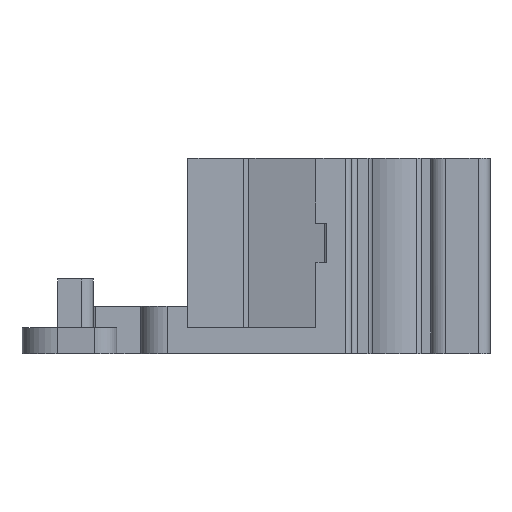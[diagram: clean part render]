
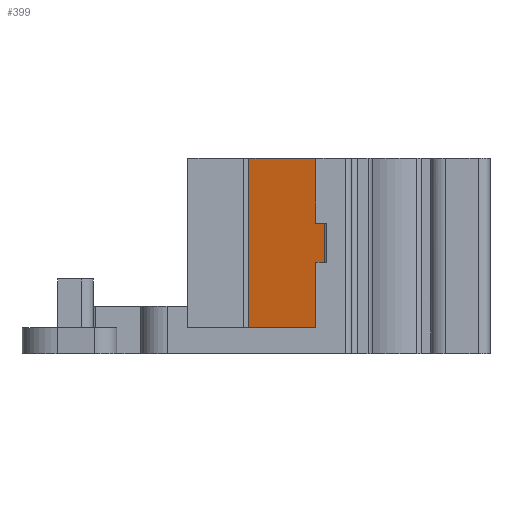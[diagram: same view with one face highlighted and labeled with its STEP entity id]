
A CAD part, left-side view. The second image highlights one B-rep face of the part: STEP entity #399.
In plain terms, the highlighted planar face has unit normal (-0.973, 0.232, 0).
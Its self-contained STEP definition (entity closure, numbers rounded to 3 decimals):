
#399 = ADVANCED_FACE( '', ( #1149 ), #1150, .T. );
#1149 = FACE_OUTER_BOUND( '', #2200, .T. );
#1150 = PLANE( '', #2201 );
#2200 = EDGE_LOOP( '', ( #3685, #3686, #3687, #3688 ) );
#2201 = AXIS2_PLACEMENT_3D( '', #3689, #3690, #3691 );
#3685 = ORIENTED_EDGE( '', *, *, #5790, .T. );
#3686 = ORIENTED_EDGE( '', *, *, #5791, .T. );
#3687 = ORIENTED_EDGE( '', *, *, #5792, .T. );
#3688 = ORIENTED_EDGE( '', *, *, #5793, .T. );
#3689 = CARTESIAN_POINT( '', ( 3946.915, 3272.761, 0.1 ) );
#3690 = DIRECTION( '', ( -0.973, 0.232, 0. ) );
#3691 = DIRECTION( '', ( 0.232, 0.973, 0. ) );
#5790 = EDGE_CURVE( '', #6866, #6867, #6868, .F. );
#5791 = EDGE_CURVE( '', #6867, #6869, #6870, .T. );
#5792 = EDGE_CURVE( '', #6869, #6871, #6872, .T. );
#5793 = EDGE_CURVE( '', #6871, #6866, #6873, .F. );
#6866 = VERTEX_POINT( '', #8370 );
#6867 = VERTEX_POINT( '', #8371 );
#6868 = LINE( '', #8372, #8373 );
#6869 = VERTEX_POINT( '', #8374 );
#6870 = LINE( '', #8375, #8376 );
#6871 = VERTEX_POINT( '', #8377 );
#6872 = LINE( '', #8378, #8379 );
#6873 = LINE( '', #8380, #8381 );
#8370 = CARTESIAN_POINT( '', ( 3946.939, 3272.858, -14.3 ) );
#8371 = CARTESIAN_POINT( '', ( 3946.939, 3272.858, -0.02 ) );
#8372 = CARTESIAN_POINT( '', ( 3946.939, 3272.858, 0.1 ) );
#8373 = VECTOR( '', #9940, 1000. );
#8374 = CARTESIAN_POINT( '', ( 3948.465, 3279.251, -0.02 ) );
#8375 = CARTESIAN_POINT( '', ( 3946.915, 3272.761, -0.02 ) );
#8376 = VECTOR( '', #9941, 1000. );
#8377 = CARTESIAN_POINT( '', ( 3948.465, 3279.251, -14.3 ) );
#8378 = CARTESIAN_POINT( '', ( 3948.465, 3279.251, -0.1 ) );
#8379 = VECTOR( '', #9942, 1000. );
#8380 = CARTESIAN_POINT( '', ( 3946.915, 3272.761, -14.3 ) );
#8381 = VECTOR( '', #9943, 1000. );
#9940 = DIRECTION( '', ( 0., 0., -1. ) );
#9941 = DIRECTION( '', ( 0.232, 0.973, 0. ) );
#9942 = DIRECTION( '', ( 0., 0., -1. ) );
#9943 = DIRECTION( '', ( 0.232, 0.973, 0. ) );
